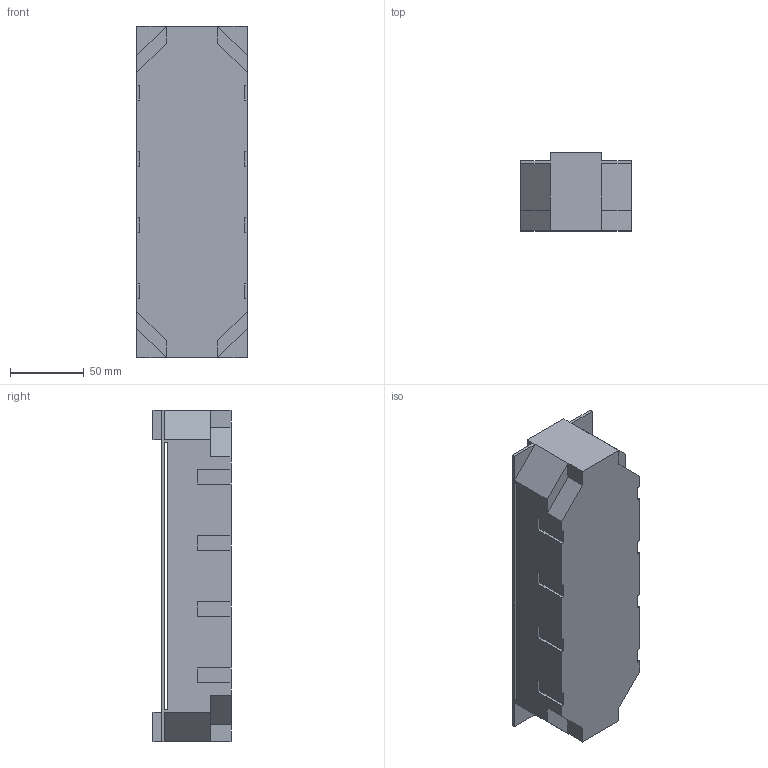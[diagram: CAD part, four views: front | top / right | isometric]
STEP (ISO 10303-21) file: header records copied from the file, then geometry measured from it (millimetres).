
FILE_DESCRIPTION((''),'2;1');
FILE_NAME('GTVR400KUN','2022-10-17T15:02:19',('wilhelo'),(''),'CREO PARAMETRIC BY PTC INC, 2022024','CREO PARAMETRIC BY PTC INC, 2022024','');
FILE_SCHEMA(('AUTOMOTIVE_DESIGN { 1 0 10303 214 1 1 1 1 }'));
Length unit declared in the file: millimetre
Products named in the file (1): GTVR400KUN
Bounding box: 75 x 53 x 225 mm (x, y, z)
Volume: 286401.9 mm3; surface area: 105624.9 mm2
Topology: 1 solids, 1 shells, 134 faces, 382 edges, 248 vertices
Faces by surface type: plane 134
Entity records: 6340 total; most frequent: CARTESIAN_POINT 1738, DIRECTION 786, ORIENTED_EDGE 764, VECTOR 385, LINE 385, EDGE_CURVE 382, VERTEX_POINT 248, COLOUR_RGB 209
